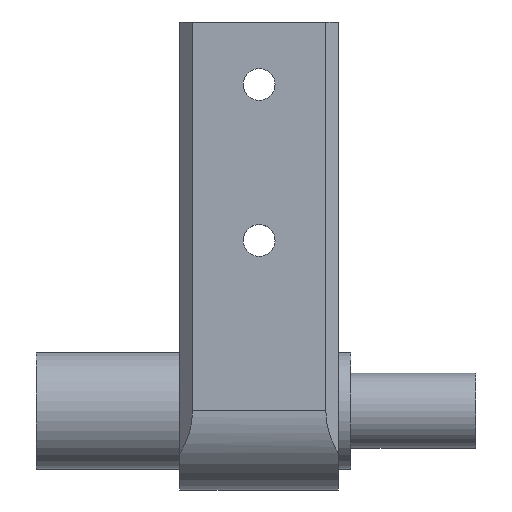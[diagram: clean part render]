
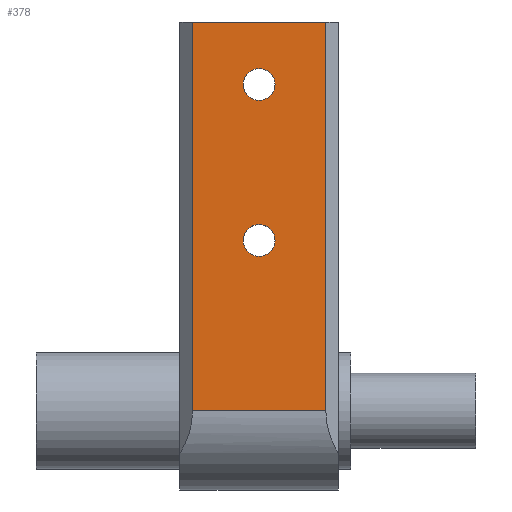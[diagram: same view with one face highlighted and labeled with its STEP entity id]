
A CAD part, top view. The second image highlights one B-rep face of the part: STEP entity #378.
In plain terms, the highlighted planar face has unit normal (0, 0, 1).
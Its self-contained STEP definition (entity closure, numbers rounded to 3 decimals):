
#19=FACE_BOUND('',#77,.T.);
#20=FACE_BOUND('',#78,.T.);
#29=CIRCLE('',#431,2.55);
#30=CIRCLE('',#432,2.55);
#51=FACE_OUTER_BOUND('',#76,.T.);
#76=EDGE_LOOP('',(#281,#282,#283,#284));
#77=EDGE_LOOP('',(#285));
#78=EDGE_LOOP('',(#286));
#108=LINE('',#595,#141);
#115=LINE('',#616,#148);
#116=LINE('',#619,#149);
#117=LINE('',#620,#150);
#141=VECTOR('',#476,10.);
#148=VECTOR('',#497,10.);
#149=VECTOR('',#500,10.);
#150=VECTOR('',#501,10.);
#177=VERTEX_POINT('',#592);
#178=VERTEX_POINT('',#594);
#184=VERTEX_POINT('',#612);
#186=VERTEX_POINT('',#618);
#187=VERTEX_POINT('',#621);
#188=VERTEX_POINT('',#623);
#212=EDGE_CURVE('',#177,#178,#108,.T.);
#223=EDGE_CURVE('',#178,#184,#115,.T.);
#224=EDGE_CURVE('',#186,#177,#116,.T.);
#225=EDGE_CURVE('',#184,#186,#117,.T.);
#226=EDGE_CURVE('',#187,#187,#29,.T.);
#227=EDGE_CURVE('',#188,#188,#30,.T.);
#281=ORIENTED_EDGE('',*,*,#223,.F.);
#282=ORIENTED_EDGE('',*,*,#212,.F.);
#283=ORIENTED_EDGE('',*,*,#224,.F.);
#284=ORIENTED_EDGE('',*,*,#225,.F.);
#285=ORIENTED_EDGE('',*,*,#226,.T.);
#286=ORIENTED_EDGE('',*,*,#227,.T.);
#361=PLANE('',#430);
#378=ADVANCED_FACE('',(#51,#19,#20),#361,.T.);
#430=AXIS2_PLACEMENT_3D('',#617,#498,#499);
#431=AXIS2_PLACEMENT_3D('',#622,#502,#503);
#432=AXIS2_PLACEMENT_3D('',#624,#504,#505);
#476=DIRECTION('',(-1.,0.,0.));
#497=DIRECTION('',(0.,1.,0.));
#498=DIRECTION('center_axis',(0.,0.,1.));
#499=DIRECTION('ref_axis',(1.,0.,0.));
#500=DIRECTION('',(0.,-1.,0.));
#501=DIRECTION('',(1.,0.,0.));
#502=DIRECTION('center_axis',(0.,0.,-1.));
#503=DIRECTION('ref_axis',(1.,0.,0.));
#504=DIRECTION('center_axis',(0.,0.,-1.));
#505=DIRECTION('ref_axis',(1.,0.,0.));
#592=CARTESIAN_POINT('',(10.7,12.7,12.7));
#594=CARTESIAN_POINT('',(-10.7,12.7,12.7));
#595=CARTESIAN_POINT('',(-12.7,12.7,12.7));
#612=CARTESIAN_POINT('',(-10.7,75.,12.7));
#616=CARTESIAN_POINT('',(-10.7,0.,12.7));
#617=CARTESIAN_POINT('Origin',(-12.7,0.,12.7));
#618=CARTESIAN_POINT('',(10.7,75.,12.7));
#619=CARTESIAN_POINT('',(10.7,0.,12.7));
#620=CARTESIAN_POINT('',(12.7,75.,12.7));
#621=CARTESIAN_POINT('',(-2.55,65.,12.7));
#622=CARTESIAN_POINT('Origin',(0.,65.,12.7));
#623=CARTESIAN_POINT('',(-2.55,40.,12.7));
#624=CARTESIAN_POINT('Origin',(0.,40.,12.7));
